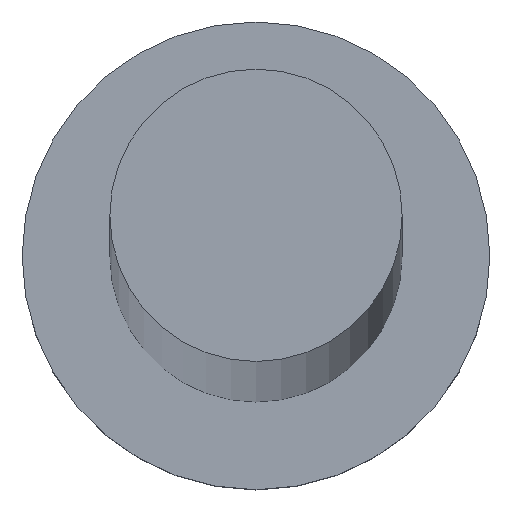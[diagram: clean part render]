
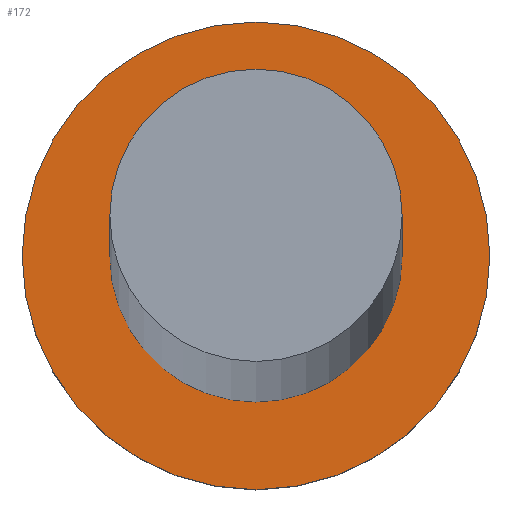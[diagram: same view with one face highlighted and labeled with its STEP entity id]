
A CAD part, top view. The second image highlights one B-rep face of the part: STEP entity #172.
In plain terms, the highlighted planar face has unit normal (0, 0, 1).
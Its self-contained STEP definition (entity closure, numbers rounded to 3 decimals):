
#9 = VERTEX_POINT ( 'NONE', #63 ) ;
#17 = DIRECTION ( 'NONE',  ( 1., 0., 0. ) ) ;
#19 = CARTESIAN_POINT ( 'NONE',  ( 8., 0., 5. ) ) ;
#21 = FACE_OUTER_BOUND ( 'NONE', #36, .T. ) ;
#26 = AXIS2_PLACEMENT_3D ( 'NONE', #37, #73, #150 ) ;
#32 = EDGE_CURVE ( 'NONE', #159, #106, #52, .T. ) ;
#34 = AXIS2_PLACEMENT_3D ( 'NONE', #167, #147, #89 ) ;
#36 = EDGE_LOOP ( 'NONE', ( #160, #149 ) ) ;
#37 = CARTESIAN_POINT ( 'NONE',  ( 0., 0., 5. ) ) ;
#48 = EDGE_LOOP ( 'NONE', ( #141, #202 ) ) ;
#52 = CIRCLE ( 'NONE', #34, 8. ) ;
#56 = CARTESIAN_POINT ( 'NONE',  ( 0., 0., 5. ) ) ;
#63 = CARTESIAN_POINT ( 'NONE',  ( 5., 0., 5. ) ) ;
#68 = CARTESIAN_POINT ( 'NONE',  ( -8., 0., 5. ) ) ;
#73 = DIRECTION ( 'NONE',  ( 0., 0., 1. ) ) ;
#85 = AXIS2_PLACEMENT_3D ( 'NONE', #56, #210, #151 ) ;
#89 = DIRECTION ( 'NONE',  ( 1., 0., 0. ) ) ;
#106 = VERTEX_POINT ( 'NONE', #19 ) ;
#107 = CARTESIAN_POINT ( 'NONE',  ( 0., 0., 5. ) ) ;
#132 = DIRECTION ( 'NONE',  ( 0., 0., 1. ) ) ;
#136 = AXIS2_PLACEMENT_3D ( 'NONE', #107, #228, #17 ) ;
#141 = ORIENTED_EDGE ( 'NONE', *, *, #237, .F. ) ;
#147 = DIRECTION ( 'NONE',  ( 0., 0., 1. ) ) ;
#149 = ORIENTED_EDGE ( 'NONE', *, *, #214, .T. ) ;
#150 = DIRECTION ( 'NONE',  ( 1., 0., 0. ) ) ;
#151 = DIRECTION ( 'NONE',  ( 1., 0., 0. ) ) ;
#159 = VERTEX_POINT ( 'NONE', #68 ) ;
#160 = ORIENTED_EDGE ( 'NONE', *, *, #32, .T. ) ;
#167 = CARTESIAN_POINT ( 'NONE',  ( 0., 0., 5. ) ) ;
#171 = FACE_BOUND ( 'NONE', #48, .T. ) ;
#172 = ADVANCED_FACE ( 'NONE', ( #171, #21 ), #250, .T. ) ;
#173 = CARTESIAN_POINT ( 'NONE',  ( 0., 0., 5. ) ) ;
#174 = CIRCLE ( 'NONE', #26, 5. ) ;
#175 = AXIS2_PLACEMENT_3D ( 'NONE', #173, #132, #195 ) ;
#187 = VERTEX_POINT ( 'NONE', #230 ) ;
#195 = DIRECTION ( 'NONE',  ( 1., 0., 0. ) ) ;
#202 = ORIENTED_EDGE ( 'NONE', *, *, #236, .F. ) ;
#210 = DIRECTION ( 'NONE',  ( 0., 0., 1. ) ) ;
#213 = CIRCLE ( 'NONE', #175, 8. ) ;
#214 = EDGE_CURVE ( 'NONE', #106, #159, #213, .T. ) ;
#228 = DIRECTION ( 'NONE',  ( 0., 0., 1. ) ) ;
#230 = CARTESIAN_POINT ( 'NONE',  ( -5., 0., 5. ) ) ;
#236 = EDGE_CURVE ( 'NONE', #9, #187, #174, .T. ) ;
#237 = EDGE_CURVE ( 'NONE', #187, #9, #249, .T. ) ;
#249 = CIRCLE ( 'NONE', #136, 5. ) ;
#250 = PLANE ( 'NONE',  #85 ) ;
